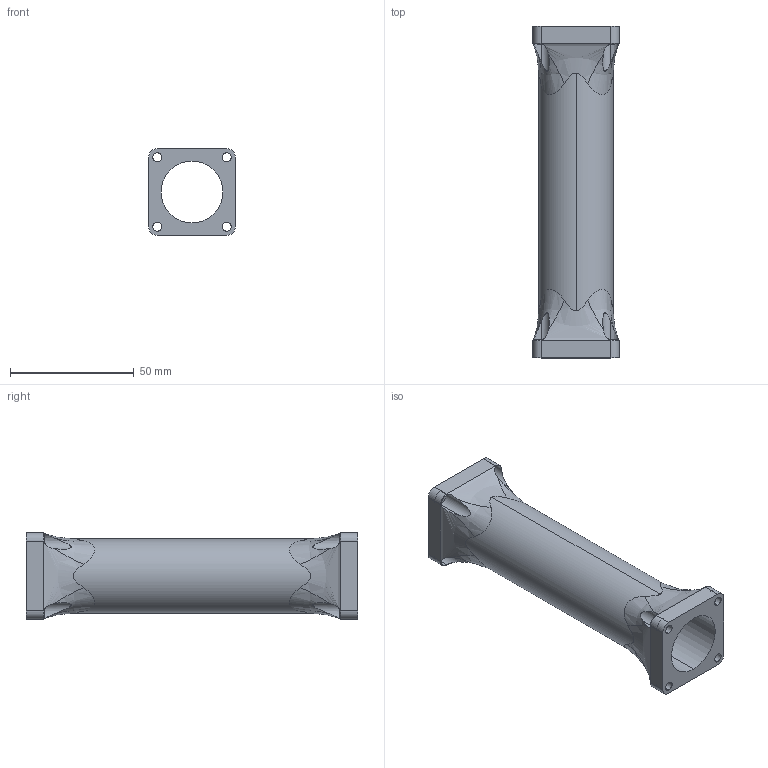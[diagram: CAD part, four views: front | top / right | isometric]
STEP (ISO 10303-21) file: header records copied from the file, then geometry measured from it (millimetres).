
FILE_DESCRIPTION (( 'STEP AP203' ), '1' );
FILE_NAME ('P21_Mast_Default.step', '2020-03-06T13:28:54', ( '' ), ( '' ), 'SwSTEP 2.0', 'SolidWorks 2018', '' );
FILE_SCHEMA (( 'CONFIG_CONTROL_DESIGN' ));
Length unit declared in the file: millimetre
Products named in the file (1): P21_Mast_Default
Bounding box: 35 x 134 x 35 mm (x, y, z)
Volume: 39213.5 mm3; surface area: 26887.1 mm2
Topology: 1 solids, 1 shells, 86 faces, 236 edges, 152 vertices
Faces by surface type: cylinder 44, bspline 24, plane 18
Entity records: 5733 total; most frequent: CARTESIAN_POINT 3575, ORIENTED_EDGE 472, DIRECTION 394, EDGE_CURVE 236, AXIS2_PLACEMENT_3D 163, VERTEX_POINT 152, EDGE_LOOP 104, CIRCLE 100
